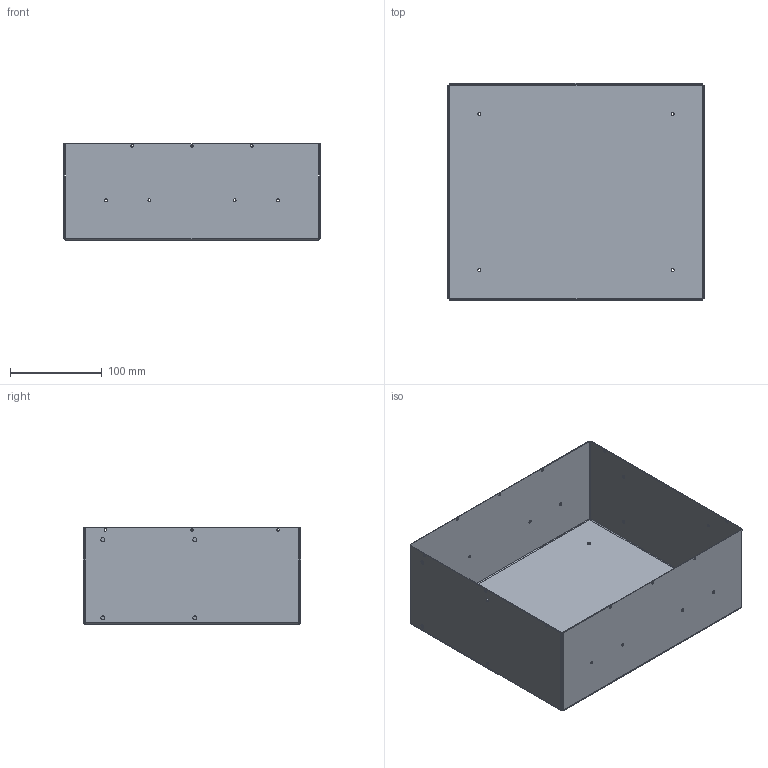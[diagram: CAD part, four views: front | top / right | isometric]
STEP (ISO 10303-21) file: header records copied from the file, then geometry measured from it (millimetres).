
FILE_DESCRIPTION(/* description */ (''),/* implementation_level */ '2;1');
FILE_NAME(/* name */ 'Caisson Inner Box - Alu 1mm.step',/* time_stamp */ '2024-10-08T14:56:26+02:00',/* author */ (''),/* organization */ (''),/* preprocessor_version */ 'ST-DEVELOPER v20',/* originating_system */ 'Autodesk Translation Framework v13.20.0.188',/* authorisation */ '');
FILE_SCHEMA (('AUTOMOTIVE_DESIGN { 1 0 10303 214 3 1 1 }'));
Length unit declared in the file: millimetre
Products named in the file (1): Inner Box - Alu 1mm
Bounding box: 278.4 x 236 x 104.7 mm (x, y, z)
Volume: 169799.4 mm3; surface area: 341773.8 mm2
Topology: 1 solids, 1 shells, 72 faces, 182 edges, 112 vertices
Faces by surface type: cylinder 40, plane 32
Full cylindrical faces by diameter (mm): 2.8 x12, 3.2 x8, 3.3 x8, 4.2 x4
Entity records: 2323 total; most frequent: DIRECTION 408, CARTESIAN_POINT 367, ORIENTED_EDGE 364, EDGE_CURVE 182, AXIS2_PLACEMENT_3D 153, EDGE_LOOP 136, VERTEX_POINT 112, LINE 102
